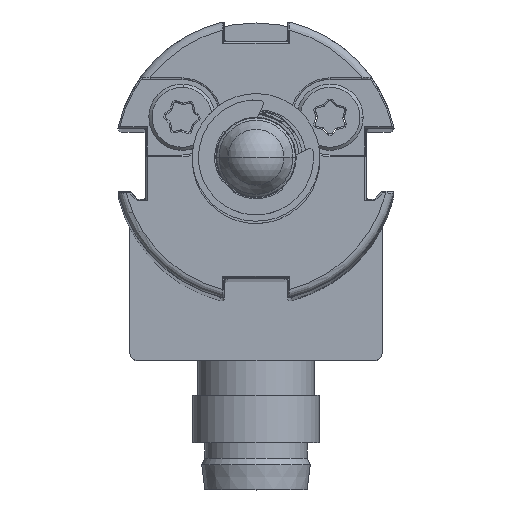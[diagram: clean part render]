
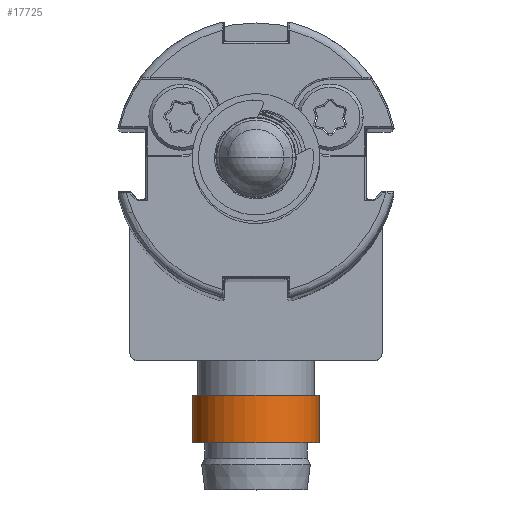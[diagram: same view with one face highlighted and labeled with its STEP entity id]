
A CAD part, top view. The second image highlights one B-rep face of the part: STEP entity #17725.
In plain terms, the highlighted cylindrical face has radius 4 mm (diameter 8 mm), a partial arc.
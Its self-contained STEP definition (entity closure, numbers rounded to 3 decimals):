
#468 = ORIENTED_EDGE ( 'NONE', *, *, #38691, .F. ) ;
#689 = EDGE_CURVE ( 'NONE', #15433, #6995, #16834, .T. ) ;
#1790 = CARTESIAN_POINT ( 'NONE',  ( 0., -14.7, -6.8 ) ) ;
#2247 = FACE_OUTER_BOUND ( 'NONE', #22025, .T. ) ;
#3167 = ORIENTED_EDGE ( 'NONE', *, *, #689, .F. ) ;
#4167 = DIRECTION ( 'NONE',  ( 0., 1., 0. ) ) ;
#4446 = CARTESIAN_POINT ( 'NONE',  ( 0., -17.7, -6.8 ) ) ;
#4805 = DIRECTION ( 'NONE',  ( -1., 0., 0. ) ) ;
#5681 = VECTOR ( 'NONE', #36037, 1000. ) ;
#5786 = CIRCLE ( 'NONE', #10510, 4. ) ;
#6462 = CYLINDRICAL_SURFACE ( 'NONE', #26450, 4. ) ;
#6995 = VERTEX_POINT ( 'NONE', #13997 ) ;
#7451 = DIRECTION ( 'NONE',  ( -1., 0., 0. ) ) ;
#7584 = VERTEX_POINT ( 'NONE', #10402 ) ;
#8432 = AXIS2_PLACEMENT_3D ( 'NONE', #1790, #22821, #4805 ) ;
#8974 = CARTESIAN_POINT ( 'NONE',  ( 4., -20.7, -6.8 ) ) ;
#9170 = VECTOR ( 'NONE', #13436, 1000. ) ;
#10394 = CARTESIAN_POINT ( 'NONE',  ( -4., -20.7, -6.8 ) ) ;
#10402 = CARTESIAN_POINT ( 'NONE',  ( 4., -17.7, -6.8 ) ) ;
#10510 = AXIS2_PLACEMENT_3D ( 'NONE', #4446, #25502, #7451 ) ;
#11734 = ORIENTED_EDGE ( 'NONE', *, *, #28635, .T. ) ;
#13436 = DIRECTION ( 'NONE',  ( 0., 1., 0. ) ) ;
#13997 = CARTESIAN_POINT ( 'NONE',  ( 4., -14.7, -6.8 ) ) ;
#15433 = VERTEX_POINT ( 'NONE', #20328 ) ;
#16834 = CIRCLE ( 'NONE', #8432, 4. ) ;
#17725 = ADVANCED_FACE ( 'NONE', ( #2247 ), #6462, .T. ) ;
#18371 = CARTESIAN_POINT ( 'NONE',  ( -4., -17.7, -6.8 ) ) ;
#18536 = ORIENTED_EDGE ( 'NONE', *, *, #27598, .T. ) ;
#19291 = DIRECTION ( 'NONE',  ( -1., 0., 0. ) ) ;
#20328 = CARTESIAN_POINT ( 'NONE',  ( -4., -14.7, -6.8 ) ) ;
#22025 = EDGE_LOOP ( 'NONE', ( #18536, #11734, #3167, #468 ) ) ;
#22821 = DIRECTION ( 'NONE',  ( 0., 1., 0. ) ) ;
#25191 = CARTESIAN_POINT ( 'NONE',  ( 0., -20.7, -6.8 ) ) ;
#25502 = DIRECTION ( 'NONE',  ( 0., 1., 0. ) ) ;
#26450 = AXIS2_PLACEMENT_3D ( 'NONE', #25191, #4167, #19291 ) ;
#27598 = EDGE_CURVE ( 'NONE', #35385, #7584, #5786, .T. ) ;
#28635 = EDGE_CURVE ( 'NONE', #7584, #6995, #37656, .T. ) ;
#33149 = LINE ( 'NONE', #10394, #9170 ) ;
#35385 = VERTEX_POINT ( 'NONE', #18371 ) ;
#36037 = DIRECTION ( 'NONE',  ( 0., 1., 0. ) ) ;
#37656 = LINE ( 'NONE', #8974, #5681 ) ;
#38691 = EDGE_CURVE ( 'NONE', #35385, #15433, #33149, .T. ) ;
